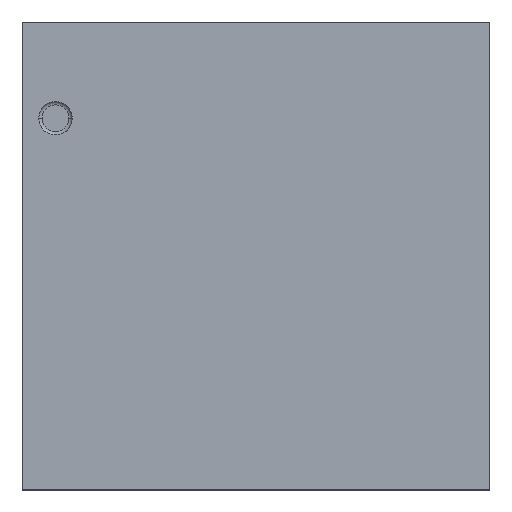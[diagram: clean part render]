
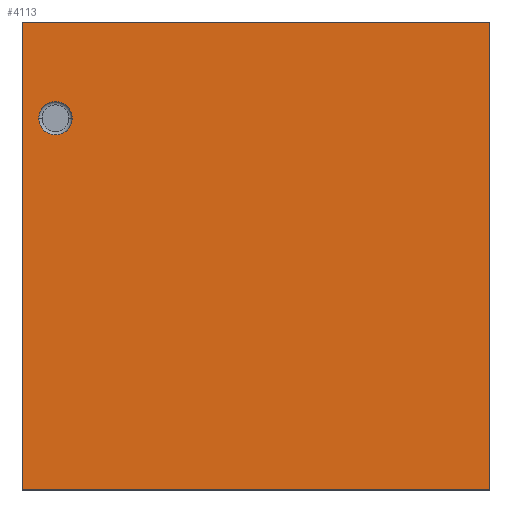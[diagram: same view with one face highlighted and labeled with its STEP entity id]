
A CAD part, top view. The second image highlights one B-rep face of the part: STEP entity #4113.
In plain terms, the highlighted planar face has unit normal (0, 0, 1).
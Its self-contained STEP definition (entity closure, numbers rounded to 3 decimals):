
#3935 = CARTESIAN_POINT ( 'NONE',  ( -2.75, 2.06, 1.08 ) ) ;
#3936 = VERTEX_POINT ( 'NONE', #3935 ) ;
#3944 = CARTESIAN_POINT ( 'NONE',  ( -3.25, 2.06, 1.08 ) ) ;
#3945 = VERTEX_POINT ( 'NONE', #3944 ) ;
#3946 = CARTESIAN_POINT ( 'NONE',  ( -3., 2.06, 1.08 ) ) ;
#3947 = DIRECTION ( 'NONE',  ( 0., 0., 1. ) ) ;
#3948 = DIRECTION ( 'NONE',  ( -1., 0., 0. ) ) ;
#3949 = AXIS2_PLACEMENT_3D ( 'NONE', #3946, #3947, #3948 ) ;
#3950 = CIRCLE ( 'NONE', #3949, 0.25) ;
#3951 = EDGE_CURVE ( 'NONE', #3936, #3945, #3950, .T. ) ;
#3978 = CARTESIAN_POINT ( 'NONE',  ( -3.5, 3.5, 1.08 ) ) ;
#3979 = VERTEX_POINT ( 'NONE', #3978 ) ;
#3986 = CARTESIAN_POINT ( 'NONE',  ( 3.5, 3.5, 1.08 ) ) ;
#3987 = VERTEX_POINT ( 'NONE', #3986 ) ;
#3988 = CARTESIAN_POINT ( 'NONE',  ( -3.5, 3.5, 1.08 ) ) ;
#3989 = DIRECTION ( 'NONE',  ( -1., 0., 0. ) ) ;
#3990 = VECTOR ( 'NONE', #3989, 1000. ) ;
#3991 = LINE ( 'NONE', #3988, #3990 ) ;
#3992 = EDGE_CURVE ( 'NONE', #3987, #3979, #3991, .T. ) ;
#4016 = CARTESIAN_POINT ( 'NONE',  ( -3.5, -3.5, 1.08 ) ) ;
#4017 = VERTEX_POINT ( 'NONE', #4016 ) ;
#4024 = CARTESIAN_POINT ( 'NONE',  ( -3.5, -3.5, 1.08 ) ) ;
#4025 = DIRECTION ( 'NONE',  ( 0., -1., 0. ) ) ;
#4026 = VECTOR ( 'NONE', #4025, 1000. ) ;
#4027 = LINE ( 'NONE', #4024, #4026 ) ;
#4028 = EDGE_CURVE ( 'NONE', #3979, #4017, #4027, .T. ) ;
#4047 = CARTESIAN_POINT ( 'NONE',  ( 3.5, -3.5, 1.08 ) ) ;
#4048 = VERTEX_POINT ( 'NONE', #4047 ) ;
#4055 = CARTESIAN_POINT ( 'NONE',  ( -3.5, -3.5, 1.08 ) ) ;
#4056 = DIRECTION ( 'NONE',  ( 1., 0., 0. ) ) ;
#4057 = VECTOR ( 'NONE', #4056, 1000. ) ;
#4058 = LINE ( 'NONE', #4055, #4057 ) ;
#4059 = EDGE_CURVE ( 'NONE', #4017, #4048, #4058, .T. ) ;
#4077 = CARTESIAN_POINT ( 'NONE',  ( 3.5, -3.5, 1.08 ) ) ;
#4078 = DIRECTION ( 'NONE',  ( 0., 1., 0. ) ) ;
#4079 = VECTOR ( 'NONE', #4078, 1000. ) ;
#4080 = LINE ( 'NONE', #4077, #4079 ) ;
#4081 = EDGE_CURVE ( 'NONE', #4048, #3987, #4080, .T. ) ;
#4092 = CARTESIAN_POINT ( 'NONE',  ( -3., 2.06, 1.08 ) ) ;
#4093 = DIRECTION ( 'NONE',  ( 0., 0., 1. ) ) ;
#4094 = DIRECTION ( 'NONE',  ( -1., 0., 0. ) ) ;
#4095 = AXIS2_PLACEMENT_3D ( 'NONE', #4092, #4093, #4094 ) ;
#4096 = CIRCLE ( 'NONE', #4095, 0.25) ;
#4097 = EDGE_CURVE ( 'NONE', #3945, #3936, #4096, .T. ) ;
#4098 = ORIENTED_EDGE ( 'NONE', *, *, #4097, .F. ) ;
#4099 = ORIENTED_EDGE ( 'NONE', *, *, #3951, .F. ) ;
#4100 = EDGE_LOOP ( 'NONE', ( #4098, #4099 ) ) ;
#4101 = FACE_BOUND ( 'NONE', #4100, .T. ) ;
#4102 = ORIENTED_EDGE ( 'NONE', *, *, #3992, .T. ) ;
#4103 = ORIENTED_EDGE ( 'NONE', *, *, #4028, .T. ) ;
#4104 = ORIENTED_EDGE ( 'NONE', *, *, #4059, .T. ) ;
#4105 = ORIENTED_EDGE ( 'NONE', *, *, #4081, .T. ) ;
#4106 = EDGE_LOOP ( 'NONE', ( #4102, #4103, #4104, #4105 ) ) ;
#4107 = FACE_OUTER_BOUND ( 'NONE', #4106, .T. ) ;
#4108 = CARTESIAN_POINT ( 'NONE',  ( 0., 0., 1.08 ) ) ;
#4109 = DIRECTION ( 'NONE',  ( 0., 0., 1. ) ) ;
#4110 = DIRECTION ( 'NONE',  ( -1., 0., 0. ) ) ;
#4111 = AXIS2_PLACEMENT_3D ( 'NONE', #4108, #4109, #4110 ) ;
#4112 = PLANE ( 'NONE', #4111 ) ;
#4113 = ADVANCED_FACE ( 'NONE', ( #4101, #4107 ), #4112, .T. ) ;
